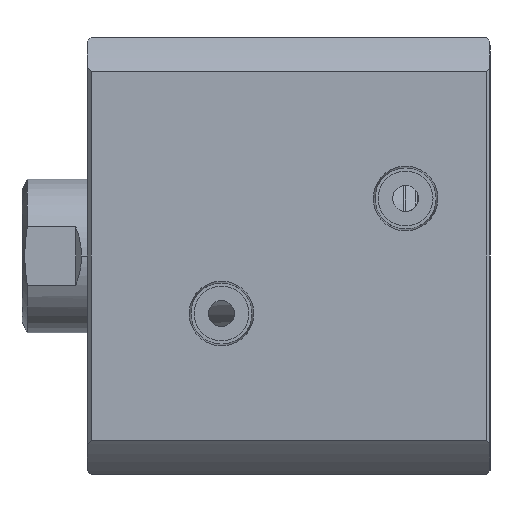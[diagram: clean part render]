
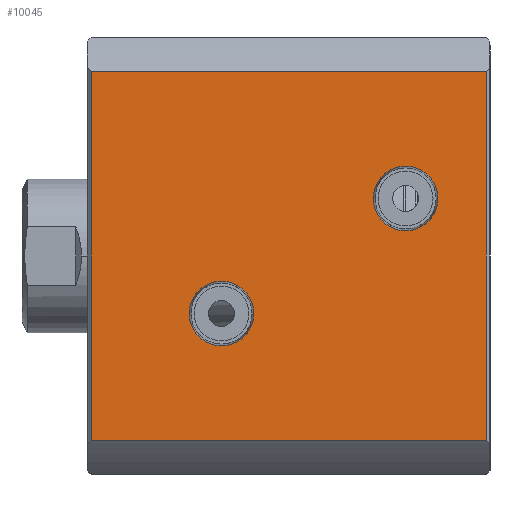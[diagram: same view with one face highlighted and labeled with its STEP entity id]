
A CAD part, left-side view. The second image highlights one B-rep face of the part: STEP entity #10045.
In plain terms, the highlighted face is planar.
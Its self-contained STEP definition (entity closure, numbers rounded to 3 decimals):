
#32 = DIRECTION ( 'NONE',  ( -1., 0., 0. ) ) ;
#249 = LINE ( 'NONE', #4856, #5103 ) ;
#326 = ORIENTED_EDGE ( 'NONE', *, *, #801, .F. ) ;
#441 = ORIENTED_EDGE ( 'NONE', *, *, #6058, .F. ) ;
#554 = AXIS2_PLACEMENT_3D ( 'NONE', #9468, #3615, #10431 ) ;
#633 = CARTESIAN_POINT ( 'NONE',  ( 15., 57., 83. ) ) ;
#707 = EDGE_CURVE ( 'NONE', #6145, #10078, #249, .T. ) ;
#801 = EDGE_CURVE ( 'NONE', #1459, #10402, #9673, .T. ) ;
#1106 = ORIENTED_EDGE ( 'NONE', *, *, #3116, .F. ) ;
#1136 = VECTOR ( 'NONE', #4234, 1000. ) ;
#1340 = CARTESIAN_POINT ( 'NONE',  ( 47.971, 57., 104. ) ) ;
#1447 = CARTESIAN_POINT ( 'NONE',  ( -47.971, 57., 300. ) ) ;
#1459 = VERTEX_POINT ( 'NONE', #4359 ) ;
#1530 = LINE ( 'NONE', #1447, #8975 ) ;
#1599 = DIRECTION ( 'NONE',  ( 0., 0., 1. ) ) ;
#1812 = FACE_BOUND ( 'NONE', #7032, .T. ) ;
#2072 = AXIS2_PLACEMENT_3D ( 'NONE', #9513, #5615, #12454 ) ;
#2229 = CARTESIAN_POINT ( 'NONE',  ( 15., 57., 83. ) ) ;
#2520 = LINE ( 'NONE', #11189, #12585 ) ;
#2887 = VERTEX_POINT ( 'NONE', #10955 ) ;
#2944 = EDGE_CURVE ( 'NONE', #3513, #8579, #3729, .T. ) ;
#2976 = CARTESIAN_POINT ( 'NONE',  ( -15., 57., 35. ) ) ;
#3116 = EDGE_CURVE ( 'NONE', #6145, #8579, #2520, .T. ) ;
#3237 = CARTESIAN_POINT ( 'NONE',  ( 57., 57., 104. ) ) ;
#3513 = VERTEX_POINT ( 'NONE', #9924 ) ;
#3615 = DIRECTION ( 'NONE',  ( 0., 1., 0. ) ) ;
#3729 = LINE ( 'NONE', #3237, #1136 ) ;
#3868 = EDGE_LOOP ( 'NONE', ( #10880, #4701, #1106, #7081 ) ) ;
#3966 = DIRECTION ( 'NONE',  ( 0., 0., 1. ) ) ;
#4234 = DIRECTION ( 'NONE',  ( 1., 0., 0. ) ) ;
#4359 = CARTESIAN_POINT ( 'NONE',  ( 15., 57., 74.572 ) ) ;
#4387 = DIRECTION ( 'NONE',  ( 0., 0., -1. ) ) ;
#4522 = VERTEX_POINT ( 'NONE', #10942 ) ;
#4655 = PLANE ( 'NONE',  #2072 ) ;
#4701 = ORIENTED_EDGE ( 'NONE', *, *, #2944, .T. ) ;
#4856 = CARTESIAN_POINT ( 'NONE',  ( -57., 57., 1. ) ) ;
#5076 = EDGE_LOOP ( 'NONE', ( #7743, #11082 ) ) ;
#5103 = VECTOR ( 'NONE', #32, 1000. ) ;
#5136 = DIRECTION ( 'NONE',  ( 0., 0., 1. ) ) ;
#5447 = CARTESIAN_POINT ( 'NONE',  ( 15., 57., 91.428 ) ) ;
#5615 = DIRECTION ( 'NONE',  ( 0., -1., 0. ) ) ;
#5885 = EDGE_CURVE ( 'NONE', #2887, #4522, #8842, .T. ) ;
#6058 = EDGE_CURVE ( 'NONE', #10402, #1459, #10519, .T. ) ;
#6145 = VERTEX_POINT ( 'NONE', #11404 ) ;
#6298 = AXIS2_PLACEMENT_3D ( 'NONE', #2229, #9994, #5136 ) ;
#6589 = CARTESIAN_POINT ( 'NONE',  ( -47.971, 57., 1. ) ) ;
#6945 = AXIS2_PLACEMENT_3D ( 'NONE', #2976, #9797, #3966 ) ;
#7032 = EDGE_LOOP ( 'NONE', ( #441, #326 ) ) ;
#7081 = ORIENTED_EDGE ( 'NONE', *, *, #707, .T. ) ;
#7353 = DIRECTION ( 'NONE',  ( 0., 0., 1. ) ) ;
#7442 = DIRECTION ( 'NONE',  ( 0., 1., 0. ) ) ;
#7743 = ORIENTED_EDGE ( 'NONE', *, *, #5885, .F. ) ;
#8011 = EDGE_CURVE ( 'NONE', #3513, #10078, #1530, .T. ) ;
#8579 = VERTEX_POINT ( 'NONE', #1340 ) ;
#8842 = CIRCLE ( 'NONE', #6945, 8.428 ) ;
#8970 = FACE_BOUND ( 'NONE', #5076, .T. ) ;
#8975 = VECTOR ( 'NONE', #4387, 1000. ) ;
#9304 = FACE_OUTER_BOUND ( 'NONE', #3868, .T. ) ;
#9468 = CARTESIAN_POINT ( 'NONE',  ( -15., 57., 35. ) ) ;
#9513 = CARTESIAN_POINT ( 'NONE',  ( -57., 57., 105. ) ) ;
#9673 = CIRCLE ( 'NONE', #6298, 8.428 ) ;
#9797 = DIRECTION ( 'NONE',  ( 0., 1., 0. ) ) ;
#9841 = CIRCLE ( 'NONE', #554, 8.428 ) ;
#9924 = CARTESIAN_POINT ( 'NONE',  ( -47.971, 57., 104. ) ) ;
#9994 = DIRECTION ( 'NONE',  ( 0., 1., 0. ) ) ;
#10045 = ADVANCED_FACE ( 'NONE', ( #8970, #1812, #9304 ), #4655, .F. ) ;
#10078 = VERTEX_POINT ( 'NONE', #6589 ) ;
#10402 = VERTEX_POINT ( 'NONE', #5447 ) ;
#10431 = DIRECTION ( 'NONE',  ( 0., 0., 1. ) ) ;
#10519 = CIRCLE ( 'NONE', #11551, 8.428 ) ;
#10880 = ORIENTED_EDGE ( 'NONE', *, *, #8011, .F. ) ;
#10942 = CARTESIAN_POINT ( 'NONE',  ( -15., 57., 26.572 ) ) ;
#10955 = CARTESIAN_POINT ( 'NONE',  ( -15., 57., 43.428 ) ) ;
#11082 = ORIENTED_EDGE ( 'NONE', *, *, #12374, .F. ) ;
#11189 = CARTESIAN_POINT ( 'NONE',  ( 47.971, 57., 300. ) ) ;
#11404 = CARTESIAN_POINT ( 'NONE',  ( 47.971, 57., 1. ) ) ;
#11551 = AXIS2_PLACEMENT_3D ( 'NONE', #633, #7442, #1599 ) ;
#12374 = EDGE_CURVE ( 'NONE', #4522, #2887, #9841, .T. ) ;
#12454 = DIRECTION ( 'NONE',  ( 0., 0., -1. ) ) ;
#12585 = VECTOR ( 'NONE', #7353, 1000. ) ;
